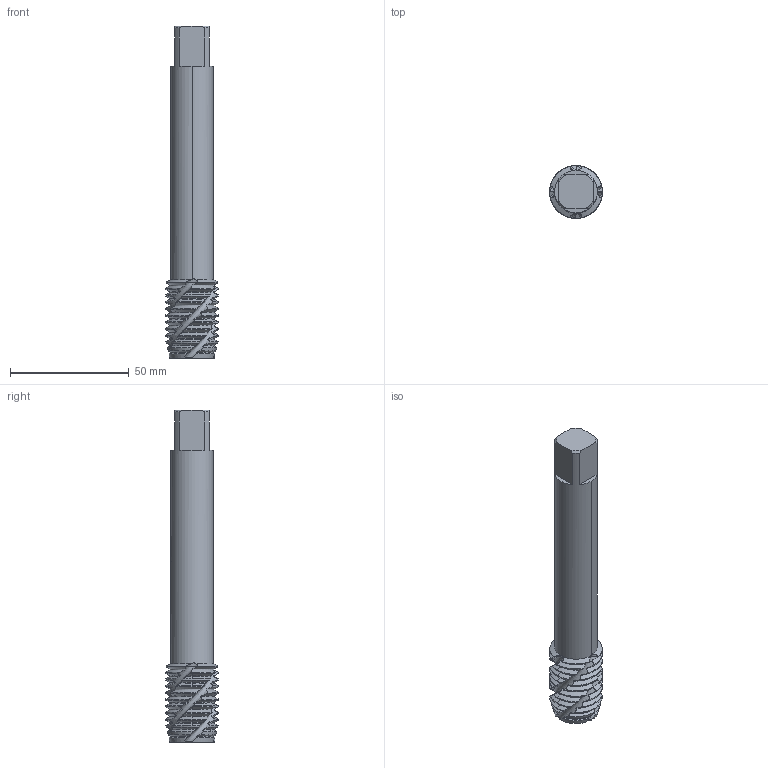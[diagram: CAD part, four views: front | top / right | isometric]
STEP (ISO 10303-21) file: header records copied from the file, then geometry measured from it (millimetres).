
FILE_DESCRIPTION(('no description'),'unknown implementation level');
FILE_NAME('solidhUPIdeutKf0miyGfgxmm1fYXmjk_1.STP',' ',('CIM GmbH Aachen'),('CADClick - KiM GmbH - www.kimweb.de'),'unknown preprocess','ACIS','unknown authorization');
FILE_SCHEMA(('automotive_design'));
Length unit declared in the file: millimetre
Products named in the file (2): 1; 2
Bounding box: 22.23 x 22.23 x 140 mm (x, y, z)
Volume: 36472.6 mm3; surface area: 13704.7 mm2
Topology: 2 solids, 2 shells, 389 faces, 1127 edges, 738 vertices
Faces by surface type: cone 152, cylinder 124, bspline 84, plane 17, revolution 12
Entity records: 47660 total; most frequent: CARTESIAN_POINT 26263, STYLED_ITEM 2252, PRESENTATION_STYLE_ASSIGNMENT 2252, COLOUR_RGB 2252, ORIENTED_EDGE 2246, DIRECTION 1383, EDGE_CURVE 1123, CURVE_STYLE 1123
